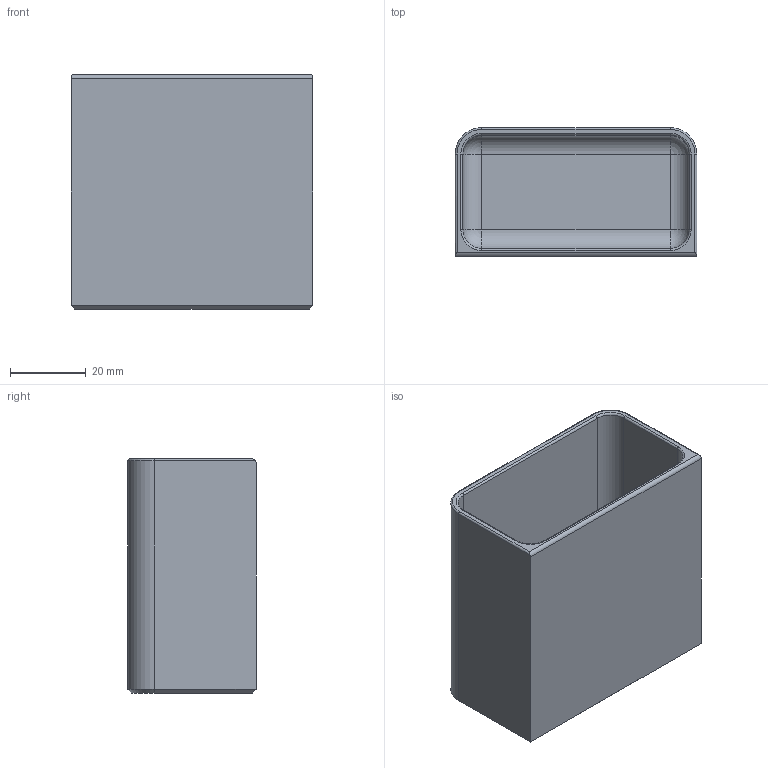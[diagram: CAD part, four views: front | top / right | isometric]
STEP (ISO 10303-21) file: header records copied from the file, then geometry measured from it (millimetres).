
FILE_DESCRIPTION(('FreeCAD Model'),'2;1');
FILE_NAME('Open CASCADE Shape Model','2023-10-20T13:21:27',(''),(''), 'Open CASCADE STEP processor 7.6','FreeCAD','Unknown');
FILE_SCHEMA(('AUTOMOTIVE_DESIGN { 1 0 10303 214 1 1 1 1 }'));
Length unit declared in the file: millimetre
Products named in the file (2): Tv-remote-Holder; Chamfer
Assembly tree (1 placements, depth 2):
  Tv-remote-Holder
    Chamfer
Bounding box: 64 x 34 x 62 mm (x, y, z)
Volume: 27654.2 mm3; surface area: 25791.1 mm2
Topology: 1 solids, 1 shells, 45 faces, 100 edges, 54 vertices
Faces by surface type: cylinder 18, plane 15, torus 6, sphere 4, cone 2
Entity records: 2517 total; most frequent: CARTESIAN_POINT 505, DIRECTION 385, LINE 198, VECTOR 198, ORIENTED_EDGE 192, PCURVE 192, DEFINITIONAL_REPRESENTATION 192, EDGE_CURVE 96
